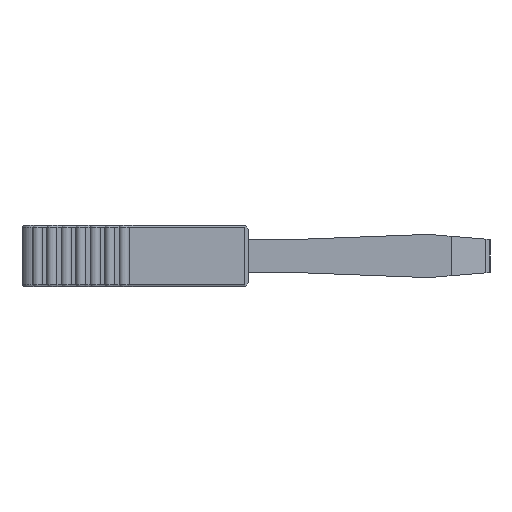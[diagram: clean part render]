
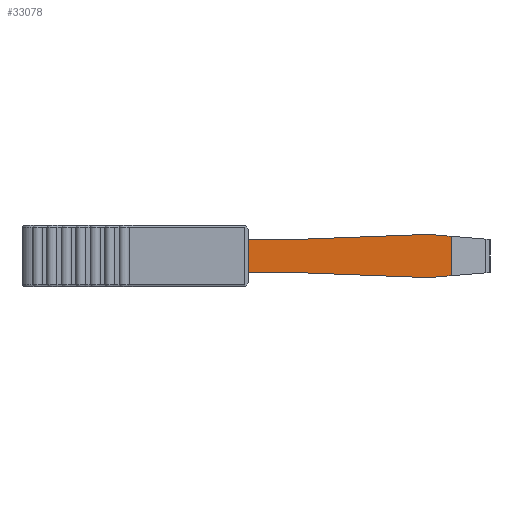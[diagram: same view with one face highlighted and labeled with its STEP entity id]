
A CAD part, left-side view. The second image highlights one B-rep face of the part: STEP entity #33078.
In plain terms, the highlighted planar face has unit normal (-1, 0, 0).
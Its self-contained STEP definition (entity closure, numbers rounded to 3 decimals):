
#5788=DIRECTION('',(0.,0.,1.));
#5789=VECTOR('',#5788,1.6);
#5790=CARTESIAN_POINT('',(-149.45,-5.6,-0.8));
#5791=LINE('',#5790,#5789);
#5792=DIRECTION('',(0.,-1.,0.));
#5793=VECTOR('',#5792,2.2);
#5794=CARTESIAN_POINT('',(-149.45,-5.6,0.8));
#5795=LINE('',#5794,#5793);
#5796=DIRECTION('',(0.,1.,0.));
#5797=VECTOR('',#5796,2.2);
#5798=CARTESIAN_POINT('',(-149.45,-7.8,-0.8));
#5799=LINE('',#5798,#5797);
#6060=DIRECTION('',(0.,-0.999,-0.038));
#6061=VECTOR('',#6060,6.505);
#6062=CARTESIAN_POINT('',(-149.45,-7.8,-0.8));
#6063=LINE('',#6062,#6061);
#6094=DIRECTION('',(0.,-0.997,0.083));
#6095=VECTOR('',#6094,1.117);
#6096=CARTESIAN_POINT('',(-149.45,-14.3,-1.05));
#6097=LINE('',#6096,#6095);
#6130=DIRECTION('',(0.,-0.997,-0.083));
#6131=VECTOR('',#6130,1.117);
#6132=CARTESIAN_POINT('',(-149.45,-14.3,1.05));
#6133=LINE('',#6132,#6131);
#6164=DIRECTION('',(0.,0.,1.));
#6165=VECTOR('',#6164,1.914);
#6166=CARTESIAN_POINT('',(-149.45,-15.413,-0.957));
#6167=LINE('',#6166,#6165);
#6168=DIRECTION('',(0.,-0.999,0.038));
#6169=VECTOR('',#6168,6.505);
#6170=CARTESIAN_POINT('',(-149.45,-7.8,0.8));
#6171=LINE('',#6170,#6169);
#17669=CARTESIAN_POINT('',(-149.45,-15.413,0.957));
#17670=VERTEX_POINT('',#17669);
#17676=CARTESIAN_POINT('',(-149.45,-7.8,0.8));
#17677=CARTESIAN_POINT('',(-149.45,-14.3,1.05));
#17678=VERTEX_POINT('',#17676);
#17679=VERTEX_POINT('',#17677);
#18666=CARTESIAN_POINT('',(-149.45,-7.8,-0.8));
#18667=CARTESIAN_POINT('',(-149.45,-14.3,-1.05));
#18668=VERTEX_POINT('',#18666);
#18669=VERTEX_POINT('',#18667);
#18678=CARTESIAN_POINT('',(-149.45,-15.413,-0.957));
#18680=VERTEX_POINT('',#18678);
#22251=CARTESIAN_POINT('',(-149.45,-5.6,-0.8));
#22252=CARTESIAN_POINT('',(-149.45,-5.6,0.8));
#22253=VERTEX_POINT('',#22251);
#22254=VERTEX_POINT('',#22252);
#33056=CARTESIAN_POINT('',(-149.45,3.,0.));
#33057=DIRECTION('',(-1.,0.,0.));
#33058=DIRECTION('',(0.,-1.,0.));
#33059=AXIS2_PLACEMENT_3D('',#33056,#33057,#33058);
#33060=PLANE('',#33059);
#33061=ORIENTED_EDGE('',*,*,#26852,.T.);
#33063=ORIENTED_EDGE('',*,*,#33062,.T.);
#33065=ORIENTED_EDGE('',*,*,#33064,.T.);
#33067=ORIENTED_EDGE('',*,*,#33066,.T.);
#33069=ORIENTED_EDGE('',*,*,#33068,.F.);
#33071=ORIENTED_EDGE('',*,*,#33070,.F.);
#33073=ORIENTED_EDGE('',*,*,#33072,.F.);
#33075=ORIENTED_EDGE('',*,*,#33074,.T.);
#33076=EDGE_LOOP('',(#33061,#33063,#33065,#33067,#33069,#33071,#33073,#33075));
#33077=FACE_OUTER_BOUND('',#33076,.F.);
#33078=ADVANCED_FACE('',(#33077),#33060,.T.);
#26852=EDGE_CURVE('',#22253,#22254,#5791,.T.);
#33062=EDGE_CURVE('',#22254,#17678,#5795,.T.);
#33064=EDGE_CURVE('',#17678,#17679,#6171,.T.);
#33066=EDGE_CURVE('',#17679,#17670,#6133,.T.);
#33068=EDGE_CURVE('',#18680,#17670,#6167,.T.);
#33070=EDGE_CURVE('',#18669,#18680,#6097,.T.);
#33072=EDGE_CURVE('',#18668,#18669,#6063,.T.);
#33074=EDGE_CURVE('',#18668,#22253,#5799,.T.);
